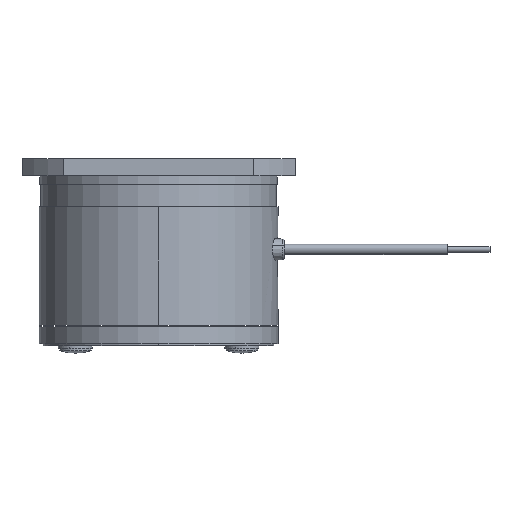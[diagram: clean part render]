
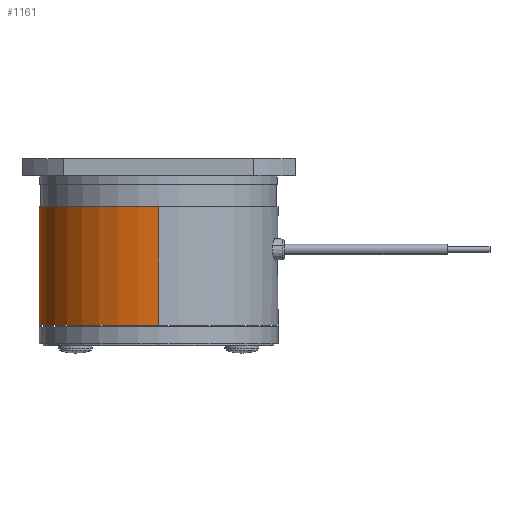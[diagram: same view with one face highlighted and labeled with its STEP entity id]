
A CAD part, left-side view. The second image highlights one B-rep face of the part: STEP entity #1161.
In plain terms, the highlighted cylindrical face has radius 14 mm (diameter 28 mm), a partial arc.
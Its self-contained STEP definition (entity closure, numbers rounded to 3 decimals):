
#247 = DIRECTION ( 'NONE',  ( 0., 0., 1. ) ) ;
#706 = DIRECTION ( 'NONE',  ( 1., 0., 0. ) ) ;
#708 = CIRCLE ( 'NONE', #3516, 14. ) ;
#753 = EDGE_LOOP ( 'NONE', ( #3770, #3156, #3643, #4097 ) ) ;
#811 = VERTEX_POINT ( 'NONE', #5192 ) ;
#1079 = CARTESIAN_POINT ( 'NONE',  ( -14., 0., -3.941 ) ) ;
#1161 = ADVANCED_FACE ( 'NONE', ( #3659 ), #4575, .T. ) ;
#1461 = CARTESIAN_POINT ( 'NONE',  ( -14., 0., -19.5 ) ) ;
#1632 = VECTOR ( 'NONE', #2407, 1000. ) ;
#1710 = VERTEX_POINT ( 'NONE', #5566 ) ;
#1902 = LINE ( 'NONE', #4113, #1632 ) ;
#2046 = VERTEX_POINT ( 'NONE', #5165 ) ;
#2353 = CARTESIAN_POINT ( 'NONE',  ( 0., 0., -3.941 ) ) ;
#2379 = DIRECTION ( 'NONE',  ( 0., 0., 1. ) ) ;
#2407 = DIRECTION ( 'NONE',  ( 0., 0., 1. ) ) ;
#2410 = DIRECTION ( 'NONE',  ( 1., 0., 0. ) ) ;
#2501 = CIRCLE ( 'NONE', #2953, 14. ) ;
#2537 = EDGE_CURVE ( 'NONE', #5258, #811, #5352, .T. ) ;
#2853 = CARTESIAN_POINT ( 'NONE',  ( 0., 0., -5.6 ) ) ;
#2953 = AXIS2_PLACEMENT_3D ( 'NONE', #2853, #2379, #2410 ) ;
#2985 = AXIS2_PLACEMENT_3D ( 'NONE', #2353, #4088, #706 ) ;
#3156 = ORIENTED_EDGE ( 'NONE', *, *, #2537, .T. ) ;
#3467 = VECTOR ( 'NONE', #247, 1000. ) ;
#3516 = AXIS2_PLACEMENT_3D ( 'NONE', #4916, #4491, #4859 ) ;
#3643 = ORIENTED_EDGE ( 'NONE', *, *, #3808, .F. ) ;
#3659 = FACE_OUTER_BOUND ( 'NONE', #753, .T. ) ;
#3770 = ORIENTED_EDGE ( 'NONE', *, *, #4891, .T. ) ;
#3808 = EDGE_CURVE ( 'NONE', #1710, #811, #2501, .T. ) ;
#4088 = DIRECTION ( 'NONE',  ( 0., 0., 1. ) ) ;
#4097 = ORIENTED_EDGE ( 'NONE', *, *, #4359, .F. ) ;
#4113 = CARTESIAN_POINT ( 'NONE',  ( 14., 0., -3.941 ) ) ;
#4359 = EDGE_CURVE ( 'NONE', #2046, #1710, #1902, .T. ) ;
#4491 = DIRECTION ( 'NONE',  ( 0., 0., 1. ) ) ;
#4575 = CYLINDRICAL_SURFACE ( 'NONE', #2985, 14. ) ;
#4859 = DIRECTION ( 'NONE',  ( 0., 1., 0. ) ) ;
#4891 = EDGE_CURVE ( 'NONE', #2046, #5258, #708, .T. ) ;
#4916 = CARTESIAN_POINT ( 'NONE',  ( 0., 0., -19.5 ) ) ;
#5165 = CARTESIAN_POINT ( 'NONE',  ( 14., 0., -19.5 ) ) ;
#5192 = CARTESIAN_POINT ( 'NONE',  ( -14., 0., -5.6 ) ) ;
#5258 = VERTEX_POINT ( 'NONE', #1461 ) ;
#5352 = LINE ( 'NONE', #1079, #3467 ) ;
#5566 = CARTESIAN_POINT ( 'NONE',  ( 14., 0., -5.6 ) ) ;
